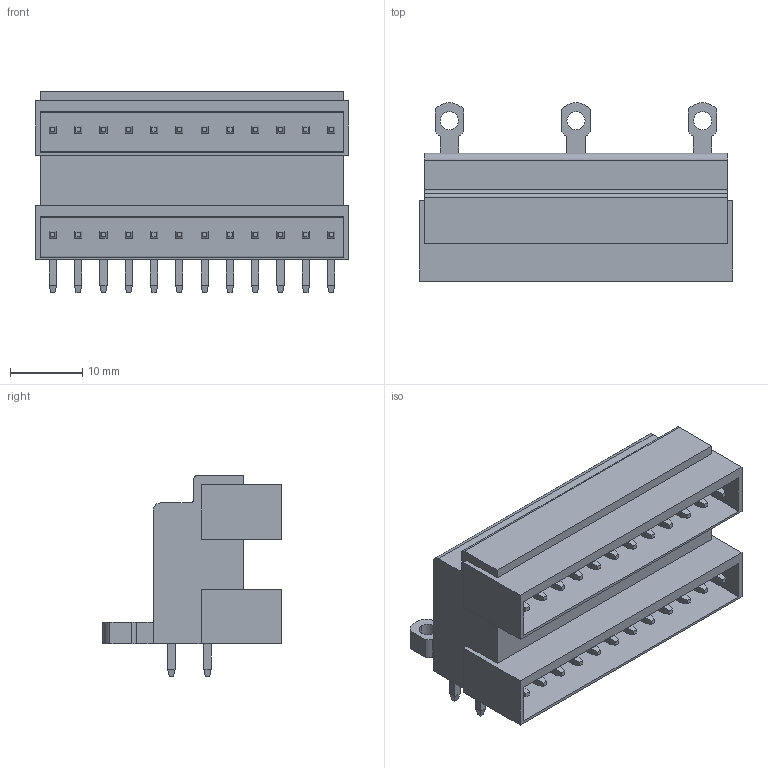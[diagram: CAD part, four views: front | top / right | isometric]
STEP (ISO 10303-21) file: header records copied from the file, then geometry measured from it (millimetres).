
FILE_DESCRIPTION(('CATIA V5 STEP Exchange','CAx-IF Rec.Pracs.--- Model Styling and Organization---1.4--- 2014-01-23'),'2;1');
FILE_NAME ('D1488749_0_1634370000_1634370000.stp','2021-06-07T12:56:38+00:00',('none'),('Weidmueller'),'CATIA Version 5-6 Release 2016 SP3 HF44','CATIA V5 STEP AP214','none');
FILE_SCHEMA(('AUTOMOTIVE_DESIGN { 1 0 10303 214 1 1 1 1 }'));
Length unit declared in the file: millimetre
Products named in the file (1): 1634370000
Bounding box: 43.4 x 24.7 x 27.8 mm (x, y, z)
Volume: 11537.1 mm3; surface area: 10458.6 mm2
Topology: 25 solids, 25 shells, 596 faces, 1440 edges, 896 vertices
Faces by surface type: plane 575, cylinder 21
Entity records: 16850 total; most frequent: ORIENTED_EDGE 2880, CARTESIAN_POINT 2809, DIRECTION 2384, EDGE_CURVE 1440, VECTOR 1398, LINE 1398, VERTEX_POINT 896, EDGE_LOOP 652
